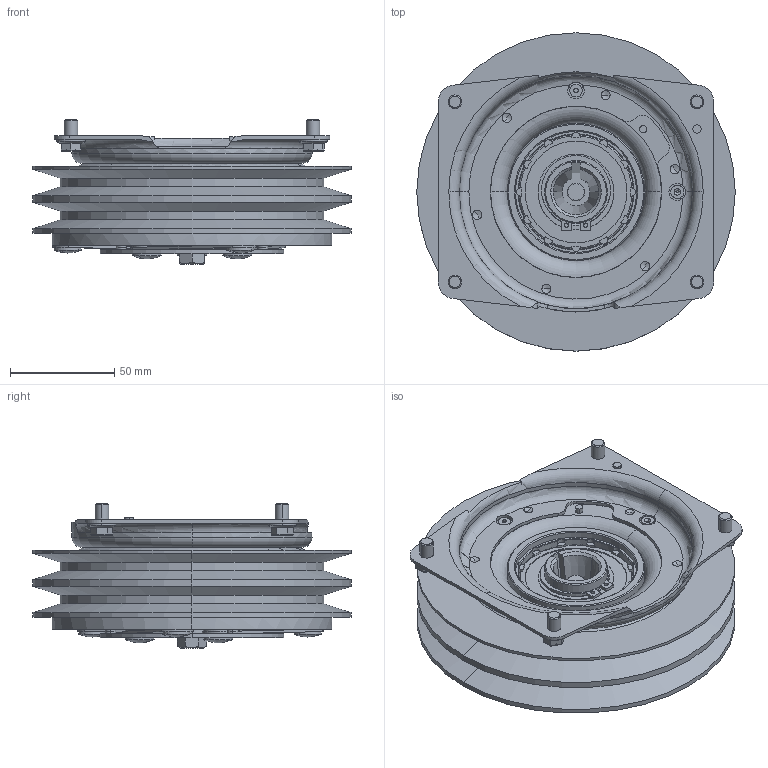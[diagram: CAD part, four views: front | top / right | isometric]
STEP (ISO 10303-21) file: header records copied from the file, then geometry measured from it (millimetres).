
FILE_DESCRIPTION (( 'STEP AP203' ), '1' );
FILE_NAME ('33263900_10_MA-6A_MGCL.STEP', '2015-09-17T04:11:05', ( '' ), ( '' ), 'SwSTEP 2.0', 'SolidWorks 2014', '' );
FILE_SCHEMA (( 'CONFIG_CONTROL_DESIGN' ));
Length unit declared in the file: millimetre
Products named in the file (1): 33263900_10_MA-6A_MGCL
Bounding box: 152.4 x 152.4 x 69.1 mm (x, y, z)
Volume: 588040 mm3; surface area: 127425.6 mm2
Topology: 7 solids, 15 shells, 657 faces, 1621 edges, 997 vertices
Faces by surface type: cylinder 303, plane 233, cone 69, torus 40, sphere 12
Entity records: 19955 total; most frequent: DIRECTION 3734, CARTESIAN_POINT 3707, ORIENTED_EDGE 3218, EDGE_CURVE 1609, AXIS2_PLACEMENT_3D 1562, VERTEX_POINT 997, CIRCLE 904, EDGE_LOOP 756
